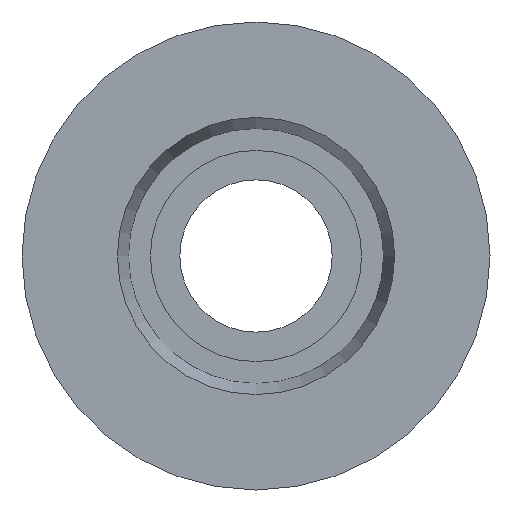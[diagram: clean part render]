
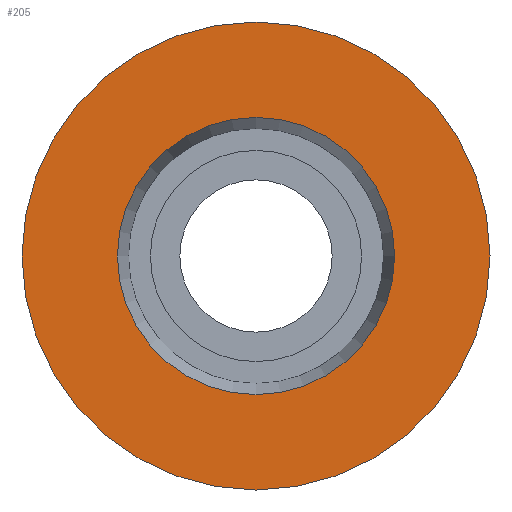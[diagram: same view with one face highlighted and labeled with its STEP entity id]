
A CAD part, front view. The second image highlights one B-rep face of the part: STEP entity #205.
In plain terms, the highlighted planar face has unit normal (0, -1, 0).
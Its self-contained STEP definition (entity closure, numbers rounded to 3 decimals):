
#22=FACE_BOUND('',#83,.T.);
#29=PLANE('',#259);
#62=FACE_OUTER_BOUND('',#82,.T.);
#82=EDGE_LOOP('',(#184));
#83=EDGE_LOOP('',(#185));
#91=CIRCLE('',#237,23.05);
#102=CIRCLE('',#258,13.65);
#107=VERTEX_POINT('',#346);
#118=VERTEX_POINT('',#383);
#125=EDGE_CURVE('',#107,#107,#91,.T.);
#141=EDGE_CURVE('',#118,#118,#102,.T.);
#184=ORIENTED_EDGE('',*,*,#125,.F.);
#185=ORIENTED_EDGE('',*,*,#141,.T.);
#205=ADVANCED_FACE('',(#62,#22),#29,.T.);
#237=AXIS2_PLACEMENT_3D('',#348,#278,#279);
#258=AXIS2_PLACEMENT_3D('',#385,#325,#326);
#259=AXIS2_PLACEMENT_3D('',#386,#327,#328);
#278=DIRECTION('center_axis',(0.,1.,0.));
#279=DIRECTION('ref_axis',(1.,0.,0.));
#325=DIRECTION('center_axis',(0.,1.,0.));
#326=DIRECTION('ref_axis',(1.,0.,0.));
#327=DIRECTION('center_axis',(0.,-1.,0.));
#328=DIRECTION('ref_axis',(0.,0.,-1.));
#346=CARTESIAN_POINT('',(-23.05,0.,0.));
#348=CARTESIAN_POINT('Origin',(0.,0.,0.));
#383=CARTESIAN_POINT('',(-13.65,0.,0.));
#385=CARTESIAN_POINT('Origin',(0.,0.,0.));
#386=CARTESIAN_POINT('Origin',(23.05,0.,0.));
